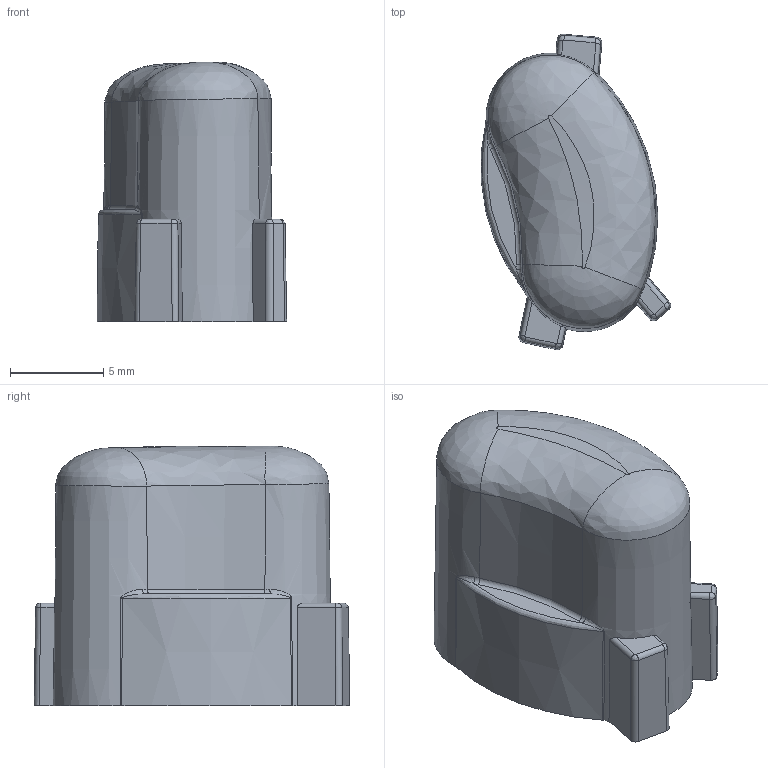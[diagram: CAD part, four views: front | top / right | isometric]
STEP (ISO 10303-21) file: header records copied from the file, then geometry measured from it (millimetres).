
FILE_DESCRIPTION(/* description */ (''),/* implementation_level */ '2;1');
FILE_NAME(/* name */ 'X Button Bald.step',/* time_stamp */ '2024-09-18T20:50:47-07:00',/* author */ (''),/* organization */ (''),/* preprocessor_version */ 'ST-DEVELOPER v20',/* originating_system */ 'Autodesk Translation Framework v13.14.0.145',/* authorisation */ '');
FILE_SCHEMA (('AUTOMOTIVE_DESIGN { 1 0 10303 214 3 1 1 }'));
Length unit declared in the file: millimetre
Products named in the file (1): X Button Bald
Bounding box: 10.14 x 16.89 x 13.92 mm (x, y, z)
Volume: 680.4 mm3; surface area: 1487.6 mm2
Topology: 1 solids, 1 shells, 94 faces, 236 edges, 146 vertices
Faces by surface type: bspline 27, plane 22, cone 19, cylinder 19, torus 7
Entity records: 4517 total; most frequent: CARTESIAN_POINT 2468, ORIENTED_EDGE 472, DIRECTION 341, EDGE_CURVE 236, VERTEX_POINT 146, AXIS2_PLACEMENT_3D 134, EDGE_LOOP 96, B_SPLINE_CURVE_WITH_KNOTS 95
